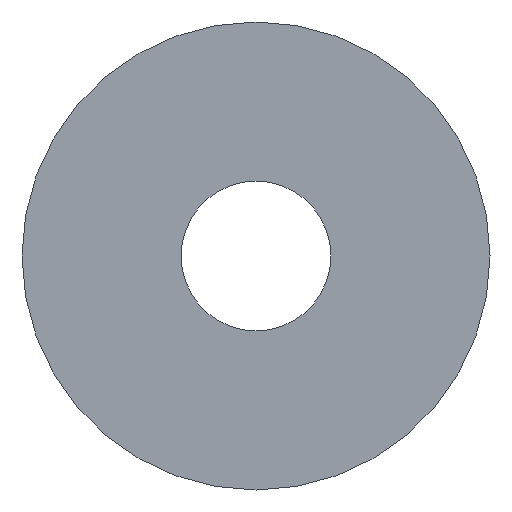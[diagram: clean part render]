
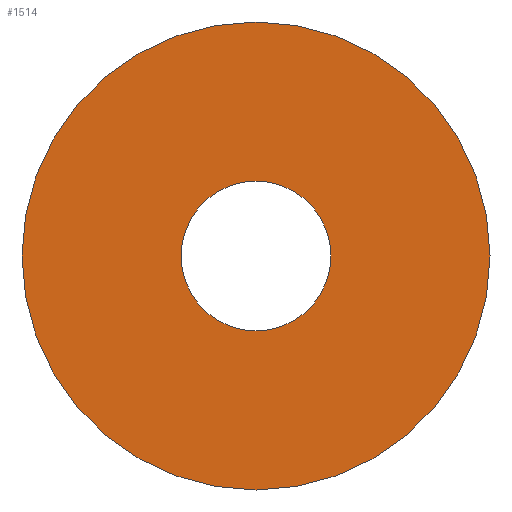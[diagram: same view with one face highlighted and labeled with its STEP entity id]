
A CAD part, front view. The second image highlights one B-rep face of the part: STEP entity #1514.
In plain terms, the highlighted planar face has unit normal (0, -1, 0).
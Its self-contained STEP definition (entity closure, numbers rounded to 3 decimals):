
#1 = EDGE_CURVE ( 'NONE', #91, #1949, #2320, .T. ) ;
#15 = CIRCLE ( 'NONE', #1498, 4. ) ;
#91 = VERTEX_POINT ( 'NONE', #2376 ) ;
#401 = VERTEX_POINT ( 'NONE', #2401 ) ;
#432 = AXIS2_PLACEMENT_3D ( 'NONE', #1481, #1871, #1673 ) ;
#489 = ORIENTED_EDGE ( 'NONE', *, *, #1, .T. ) ;
#522 = EDGE_LOOP ( 'NONE', ( #795, #2453 ) ) ;
#542 = AXIS2_PLACEMENT_3D ( 'NONE', #1470, #1887, #2072 ) ;
#594 = VERTEX_POINT ( 'NONE', #1278 ) ;
#632 = AXIS2_PLACEMENT_3D ( 'NONE', #2310, #1494, #2277 ) ;
#688 = FACE_OUTER_BOUND ( 'NONE', #522, .T. ) ;
#693 = EDGE_CURVE ( 'NONE', #1949, #91, #15, .T. ) ;
#701 = EDGE_LOOP ( 'NONE', ( #2180, #489 ) ) ;
#702 = DIRECTION ( 'NONE',  ( 0., 0., 1. ) ) ;
#719 = EDGE_CURVE ( 'NONE', #401, #594, #1744, .T. ) ;
#762 = CIRCLE ( 'NONE', #2212, 12.5 ) ;
#795 = ORIENTED_EDGE ( 'NONE', *, *, #2182, .F. ) ;
#882 = PLANE ( 'NONE',  #432 ) ;
#1110 = FACE_BOUND ( 'NONE', #701, .T. ) ;
#1118 = CARTESIAN_POINT ( 'NONE',  ( 0., 0., 4. ) ) ;
#1189 = DIRECTION ( 'NONE',  ( 0., 0., 1. ) ) ;
#1278 = CARTESIAN_POINT ( 'NONE',  ( 0., 0., -12.5 ) ) ;
#1470 = CARTESIAN_POINT ( 'NONE',  ( 0., 0., 0. ) ) ;
#1481 = CARTESIAN_POINT ( 'NONE',  ( 0., 0., 0. ) ) ;
#1494 = DIRECTION ( 'NONE',  ( 0., 1., 0. ) ) ;
#1498 = AXIS2_PLACEMENT_3D ( 'NONE', #1531, #1900, #702 ) ;
#1514 = ADVANCED_FACE ( 'NONE', ( #1110, #688 ), #882, .F. ) ;
#1531 = CARTESIAN_POINT ( 'NONE',  ( 0., 0., 0. ) ) ;
#1673 = DIRECTION ( 'NONE',  ( 0., 0., 1. ) ) ;
#1744 = CIRCLE ( 'NONE', #632, 12.5 ) ;
#1789 = CARTESIAN_POINT ( 'NONE',  ( 0., 0., 0. ) ) ;
#1819 = DIRECTION ( 'NONE',  ( 0., 1., 0. ) ) ;
#1871 = DIRECTION ( 'NONE',  ( 0., 1., 0. ) ) ;
#1887 = DIRECTION ( 'NONE',  ( 0., 1., 0. ) ) ;
#1900 = DIRECTION ( 'NONE',  ( 0., 1., 0. ) ) ;
#1949 = VERTEX_POINT ( 'NONE', #1118 ) ;
#2072 = DIRECTION ( 'NONE',  ( 0., 0., 1. ) ) ;
#2180 = ORIENTED_EDGE ( 'NONE', *, *, #693, .T. ) ;
#2182 = EDGE_CURVE ( 'NONE', #594, #401, #762, .T. ) ;
#2212 = AXIS2_PLACEMENT_3D ( 'NONE', #1789, #1819, #1189 ) ;
#2277 = DIRECTION ( 'NONE',  ( 0., 0., 1. ) ) ;
#2310 = CARTESIAN_POINT ( 'NONE',  ( 0., 0., 0. ) ) ;
#2320 = CIRCLE ( 'NONE', #542, 4. ) ;
#2376 = CARTESIAN_POINT ( 'NONE',  ( 0., 0., -4. ) ) ;
#2401 = CARTESIAN_POINT ( 'NONE',  ( 0., 0., 12.5 ) ) ;
#2453 = ORIENTED_EDGE ( 'NONE', *, *, #719, .F. ) ;
